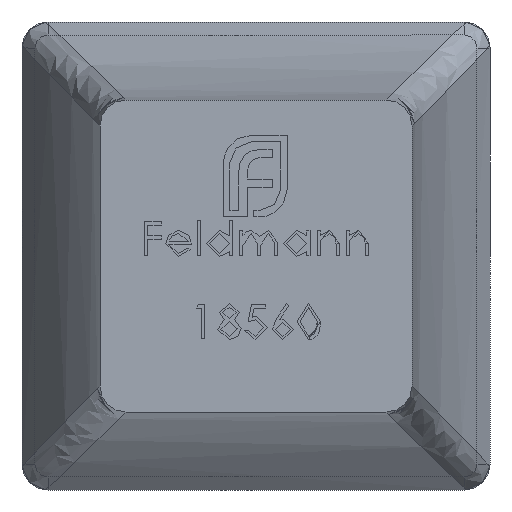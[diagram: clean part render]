
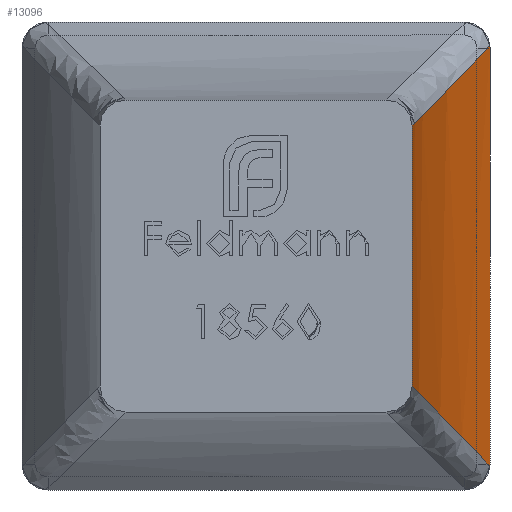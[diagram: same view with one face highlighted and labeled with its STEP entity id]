
A CAD part, front view. The second image highlights one B-rep face of the part: STEP entity #13096.
In plain terms, the highlighted cylindrical face has radius 36.542 mm (diameter 73.083 mm), a partial arc.
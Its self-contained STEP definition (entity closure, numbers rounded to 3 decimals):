
#130 = EDGE_CURVE ( 'NONE', #1314, #4884, #7680, .T. ) ;
#302 = CARTESIAN_POINT ( 'NONE',  ( 8.997, 1199.493, -8.079 ) ) ;
#424 = CARTESIAN_POINT ( 'NONE',  ( 9., 1199.5, -8. ) ) ;
#838 =( BOUNDED_CURVE ( )  B_SPLINE_CURVE ( 3, ( #11093, #10060, #6205, #6119 ),
 .UNSPECIFIED., .F., .F. ) 
 B_SPLINE_CURVE_WITH_KNOTS ( ( 4, 4 ),
 ( 2.734, 3.142 ),
 .UNSPECIFIED. ) 
 CURVE ( )  GEOMETRIC_REPRESENTATION_ITEM ( )  RATIONAL_B_SPLINE_CURVE ( ( 1., 0.986, 0.986, 1. ) ) 
 REPRESENTATION_ITEM ( '' )  );
#972 = CARTESIAN_POINT ( 'NONE',  ( 6., 1185., 5. ) ) ;
#1314 = VERTEX_POINT ( 'NONE', #3920 ) ;
#1340 = VERTEX_POINT ( 'NONE', #972 ) ;
#1397 = CARTESIAN_POINT ( 'NONE',  ( 6., 1185., 6. ) ) ;
#1529 = DIRECTION ( 'NONE',  ( 0., 0., -1. ) ) ;
#1922 = CARTESIAN_POINT ( 'NONE',  ( 8.999, 1199.498, -8.053 ) ) ;
#2022 = CYLINDRICAL_SURFACE ( 'NONE', #2136, 36.542 ) ;
#2049 = LINE ( 'NONE', #1397, #12253 ) ;
#2136 = AXIS2_PLACEMENT_3D ( 'NONE', #7270, #4280, #2279 ) ;
#2279 = DIRECTION ( 'NONE',  ( 1., 0., 0. ) ) ;
#2570 = ORIENTED_EDGE ( 'NONE', *, *, #130, .T. ) ;
#2656 = VERTEX_POINT ( 'NONE', #424 ) ;
#3263 = VERTEX_POINT ( 'NONE', #11521 ) ;
#3275 = ORIENTED_EDGE ( 'NONE', *, *, #11477, .T. ) ;
#3745 = DIRECTION ( 'NONE',  ( 0., 0., 1. ) ) ;
#3920 = CARTESIAN_POINT ( 'NONE',  ( 6., 1185., -5. ) ) ;
#4280 = DIRECTION ( 'NONE',  ( 0., 0., 1. ) ) ;
#4884 = VERTEX_POINT ( 'NONE', #302 ) ;
#4971 = CARTESIAN_POINT ( 'NONE',  ( 9., 1199.5, 8.026 ) ) ;
#5662 = B_SPLINE_CURVE_WITH_KNOTS ( 'NONE', 3,
 ( #12137, #4971, #11101, #7020 ),
 .UNSPECIFIED., .F., .F.,
 ( 4, 4 ),
 ( 0., 0. ),
 .UNSPECIFIED. ) ;
#6119 = CARTESIAN_POINT ( 'NONE',  ( 6., 1185., 5. ) ) ;
#6205 = CARTESIAN_POINT ( 'NONE',  ( 6., 1190.002, 5. ) ) ;
#6214 = EDGE_LOOP ( 'NONE', ( #3275, #2570, #6484, #12522, #11664, #11765 ) ) ;
#6484 = ORIENTED_EDGE ( 'NONE', *, *, #9107, .T. ) ;
#6670 = CARTESIAN_POINT ( 'NONE',  ( 9., 1199.5, -9. ) ) ;
#6677 = B_SPLINE_CURVE_WITH_KNOTS ( 'NONE', 3,
 ( #6962, #1922, #9967, #7928 ),
 .UNSPECIFIED., .F., .F.,
 ( 4, 4 ),
 ( 0., 0. ),
 .UNSPECIFIED. ) ;
#6962 = CARTESIAN_POINT ( 'NONE',  ( 8.997, 1199.493, -8.079 ) ) ;
#7020 = CARTESIAN_POINT ( 'NONE',  ( 8.997, 1199.493, 8.079 ) ) ;
#7132 = CARTESIAN_POINT ( 'NONE',  ( 7.013, 1194.901, -6.041 ) ) ;
#7270 = CARTESIAN_POINT ( 'NONE',  ( 42.542, 1185., -9. ) ) ;
#7680 =( BOUNDED_CURVE ( )  B_SPLINE_CURVE ( 3, ( #8348, #9526, #7132, #12861 ),
 .UNSPECIFIED., .F., .T. ) 
 B_SPLINE_CURVE_WITH_KNOTS ( ( 4, 4 ),
 ( 3.142, 3.549 ),
 .UNSPECIFIED. ) 
 CURVE ( )  GEOMETRIC_REPRESENTATION_ITEM ( )  RATIONAL_B_SPLINE_CURVE ( ( 1., 0.986, 0.986, 1. ) ) 
 REPRESENTATION_ITEM ( '' )  );
#7928 = CARTESIAN_POINT ( 'NONE',  ( 9., 1199.5, -8. ) ) ;
#8330 = EDGE_CURVE ( 'NONE', #10999, #3263, #5662, .T. ) ;
#8348 = CARTESIAN_POINT ( 'NONE',  ( 6., 1185., -5. ) ) ;
#9107 = EDGE_CURVE ( 'NONE', #4884, #2656, #6677, .T. ) ;
#9259 = CARTESIAN_POINT ( 'NONE',  ( 9., 1199.5, 8. ) ) ;
#9526 = CARTESIAN_POINT ( 'NONE',  ( 6., 1190.002, -5. ) ) ;
#9967 = CARTESIAN_POINT ( 'NONE',  ( 9., 1199.5, -8.026 ) ) ;
#10060 = CARTESIAN_POINT ( 'NONE',  ( 7.013, 1194.901, 6.041 ) ) ;
#10943 = LINE ( 'NONE', #6670, #11268 ) ;
#10999 = VERTEX_POINT ( 'NONE', #9259 ) ;
#11093 = CARTESIAN_POINT ( 'NONE',  ( 8.997, 1199.493, 8.079 ) ) ;
#11101 = CARTESIAN_POINT ( 'NONE',  ( 8.999, 1199.498, 8.053 ) ) ;
#11188 = EDGE_CURVE ( 'NONE', #2656, #10999, #10943, .T. ) ;
#11268 = VECTOR ( 'NONE', #3745, 1000. ) ;
#11477 = EDGE_CURVE ( 'NONE', #1340, #1314, #2049, .T. ) ;
#11521 = CARTESIAN_POINT ( 'NONE',  ( 8.997, 1199.493, 8.079 ) ) ;
#11664 = ORIENTED_EDGE ( 'NONE', *, *, #8330, .T. ) ;
#11765 = ORIENTED_EDGE ( 'NONE', *, *, #12735, .T. ) ;
#12137 = CARTESIAN_POINT ( 'NONE',  ( 9., 1199.5, 8. ) ) ;
#12253 = VECTOR ( 'NONE', #1529, 1000. ) ;
#12522 = ORIENTED_EDGE ( 'NONE', *, *, #11188, .T. ) ;
#12735 = EDGE_CURVE ( 'NONE', #3263, #1340, #838, .T. ) ;
#12861 = CARTESIAN_POINT ( 'NONE',  ( 8.997, 1199.493, -8.079 ) ) ;
#13096 = ADVANCED_FACE ( 'NONE', ( #13216 ), #2022, .F. ) ;
#13216 = FACE_OUTER_BOUND ( 'NONE', #6214, .T. ) ;
